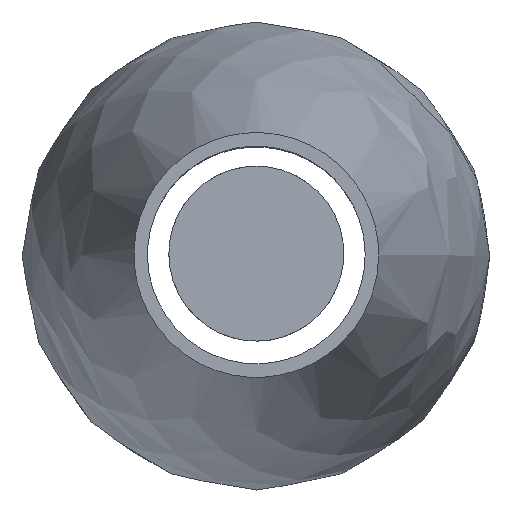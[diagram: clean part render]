
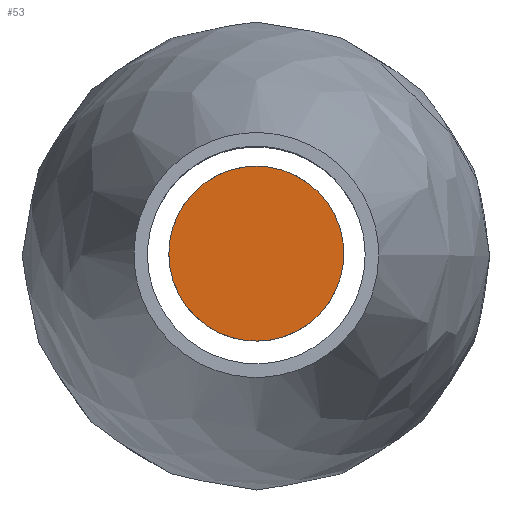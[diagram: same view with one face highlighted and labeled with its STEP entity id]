
A CAD part, top view. The second image highlights one B-rep face of the part: STEP entity #53.
In plain terms, the highlighted planar face has unit normal (0, 0, 1).
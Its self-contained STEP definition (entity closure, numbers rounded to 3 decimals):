
#53=ADVANCED_FACE('',(#66),#176,.T.);
#66=FACE_OUTER_BOUND('',#79,.T.);
#79=EDGE_LOOP('',(#95));
#95=ORIENTED_EDGE('',*,*,#131,.T.);
#131=EDGE_CURVE('',#165,#165,#151,.T.);
#151=(
BOUNDED_CURVE()
B_SPLINE_CURVE(2,(#273,#274,#275,#276,#277,#278,#279,#280,#281),
 .UNSPECIFIED.,.T.,.F.)
B_SPLINE_CURVE_WITH_KNOTS((3,2,2,2,3),(0.,3.534,7.069,
10.603,14.137),.UNSPECIFIED.)
CURVE()
GEOMETRIC_REPRESENTATION_ITEM()
RATIONAL_B_SPLINE_CURVE((1.,0.707,1.,0.707,1.,0.707,
1.,0.707,1.))
REPRESENTATION_ITEM('')
);
#165=VERTEX_POINT('',#270);
#176=PLANE('',#209);
#209=AXIS2_PLACEMENT_3D('',#241,#216,$);
#216=DIRECTION('',(0.,0.,1.));
#241=CARTESIAN_POINT('',(-71.438,-71.438,1063.325));
#270=CARTESIAN_POINT('',(57.15,0.,1063.325));
#273=CARTESIAN_POINT('',(57.15,0.,1063.325));
#274=CARTESIAN_POINT('',(57.15,57.15,1063.325));
#275=CARTESIAN_POINT('',(0.,57.15,1063.325));
#276=CARTESIAN_POINT('',(-57.15,57.15,1063.325));
#277=CARTESIAN_POINT('',(-57.15,0.,1063.325));
#278=CARTESIAN_POINT('',(-57.15,-57.15,1063.325));
#279=CARTESIAN_POINT('',(0.,-57.15,1063.325));
#280=CARTESIAN_POINT('',(57.15,-57.15,1063.325));
#281=CARTESIAN_POINT('',(57.15,0.,1063.325));
